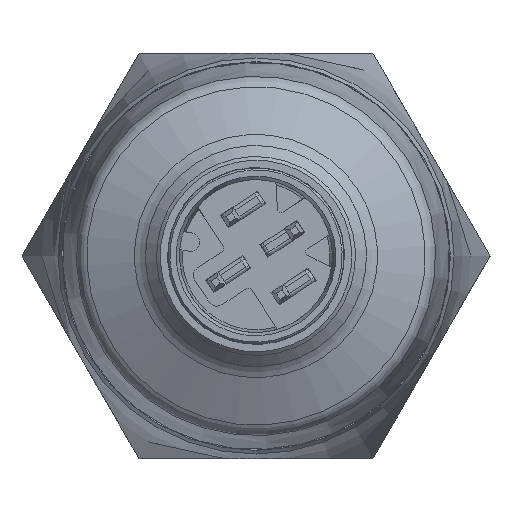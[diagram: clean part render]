
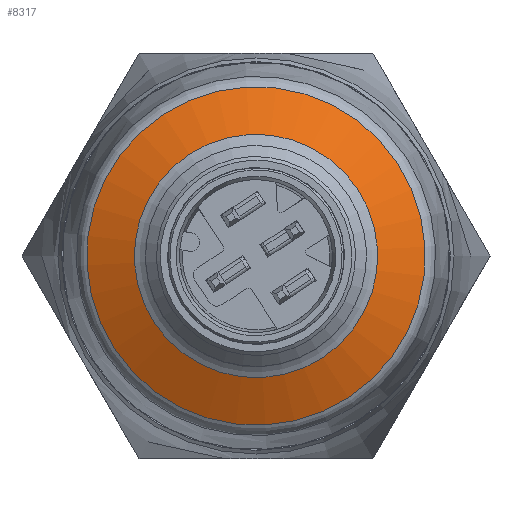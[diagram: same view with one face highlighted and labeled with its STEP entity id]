
A CAD part, front view. The second image highlights one B-rep face of the part: STEP entity #8317.
In plain terms, the highlighted conical face has half-angle 65 degrees and reference radius 5.45 mm.
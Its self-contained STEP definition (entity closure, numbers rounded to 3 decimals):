
#139=CONICAL_SURFACE('',#8887,5.45,1.134);
#492=CIRCLE('',#8888,9.184);
#493=CIRCLE('',#8889,6.605);
#1188=ORIENTED_EDGE('',*,*,#3070,.T.);
#1189=ORIENTED_EDGE('',*,*,#3071,.T.);
#3070=EDGE_CURVE('',#4056,#4056,#492,.F.);
#3071=EDGE_CURVE('',#4057,#4057,#493,.F.);
#4056=VERTEX_POINT('',#12460);
#4057=VERTEX_POINT('',#12462);
#5967=EDGE_LOOP('',(#1188));
#5968=EDGE_LOOP('',(#1189));
#6498=FACE_BOUND('',#5967,.T.);
#6499=FACE_BOUND('',#5968,.T.);
#8317=ADVANCED_FACE('',(#6498,#6499),#139,.T.);
#8887=AXIS2_PLACEMENT_3D('',#12458,#10028,#10029);
#8888=AXIS2_PLACEMENT_3D('',#12459,#10030,#10031);
#8889=AXIS2_PLACEMENT_3D('',#12461,#10032,#10033);
#10028=DIRECTION('',(0.,1.,0.));
#10029=DIRECTION('',(-0.837,0.,-0.547));
#10030=DIRECTION('',(0.,1.,0.));
#10031=DIRECTION('',(-0.837,0.,-0.547));
#10032=DIRECTION('',(0.,-1.,0.));
#10033=DIRECTION('',(0.837,0.,0.547));
#12458=CARTESIAN_POINT('',(0.,-72.2,0.));
#12459=CARTESIAN_POINT('',(0.,-70.459,0.));
#12460=CARTESIAN_POINT('',(-7.689,-70.459,-5.023));
#12461=CARTESIAN_POINT('',(0.,-71.662,0.));
#12462=CARTESIAN_POINT('',(5.529,-71.662,3.612));
